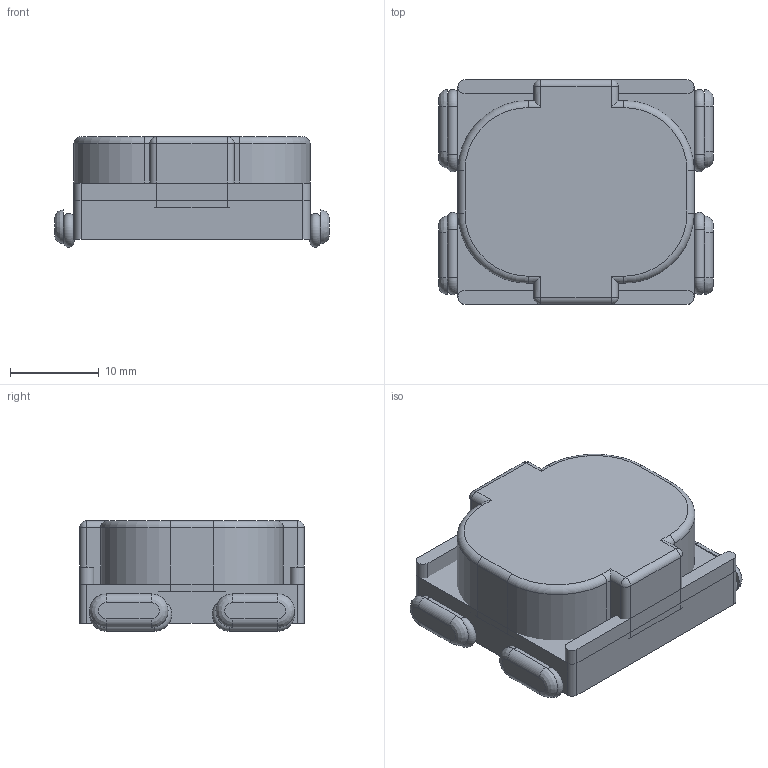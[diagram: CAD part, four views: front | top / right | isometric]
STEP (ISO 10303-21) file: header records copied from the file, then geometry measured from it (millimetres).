
FILE_DESCRIPTION(/* description */ (''),/* implementation_level */ '2;1');
FILE_NAME(/* name */ 'IND_PULSE_BIG FOOT.stp',/* time_stamp */ '2017-01-31T11:41:21+01:00',/* author */ ('jchouvet'),/* organization */ ('SolidWorks'),/* preprocessor_version */ 'ST-DEVELOPER v16.1',/* originating_system */ 'AutoCAD Mechanical',/* authorisation */ '');
FILE_SCHEMA (('AUTOMOTIVE_DESIGN { 1 0 10303 214 3 1 1 }'));
Length unit declared in the file: millimetre
Products named in the file (1): Product
Bounding box: 31.05 x 25.4 x 12.46 mm (x, y, z)
Volume: 8070.5 mm3; surface area: 5052.4 mm2
Topology: 12 solids, 12 shells, 112 faces, 240 edges, 152 vertices
Faces by surface type: cylinder 44, plane 44, torus 12, bspline 8, sphere 4
Entity records: 3160 total; most frequent: CARTESIAN_POINT 617, DIRECTION 570, ORIENTED_EDGE 480, EDGE_CURVE 240, AXIS2_PLACEMENT_3D 225, VERTEX_POINT 152, LINE 120, VECTOR 120
